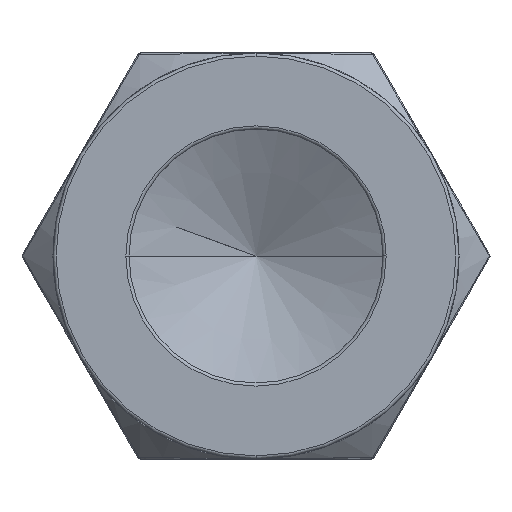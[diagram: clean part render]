
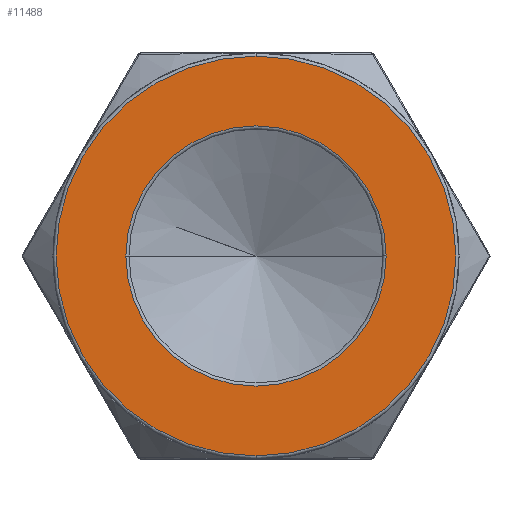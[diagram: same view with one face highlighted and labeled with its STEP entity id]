
A CAD part, left-side view. The second image highlights one B-rep face of the part: STEP entity #11488.
In plain terms, the highlighted face is planar.
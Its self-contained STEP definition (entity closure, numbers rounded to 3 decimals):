
#8931=CARTESIAN_POINT('',(0.,0.,0.));
#8932=DIRECTION('',(-1.,0.,0.));
#8933=DIRECTION('',(0.,1.,0.));
#8934=AXIS2_PLACEMENT_3D('',#8931,#8932,#8933);
#8936=CARTESIAN_POINT('',(0.,0.,0.));
#8937=DIRECTION('',(-1.,0.,0.));
#8938=DIRECTION('',(0.,-1.,0.));
#8939=AXIS2_PLACEMENT_3D('',#8936,#8937,#8938);
#8941=CARTESIAN_POINT('',(0.,0.,0.));
#8942=DIRECTION('',(1.,0.,0.));
#8943=DIRECTION('',(0.,0.,1.));
#8944=AXIS2_PLACEMENT_3D('',#8941,#8942,#8943);
#8946=CARTESIAN_POINT('',(0.,0.,0.));
#8947=DIRECTION('',(1.,0.,0.));
#8948=DIRECTION('',(0.,0.,-1.));
#8949=AXIS2_PLACEMENT_3D('',#8946,#8947,#8948);
#11292=CARTESIAN_POINT('',(0.,10.25,0.));
#11293=CARTESIAN_POINT('',(0.,-10.25,0.));
#11294=VERTEX_POINT('',#11292);
#11295=VERTEX_POINT('',#11293);
#11332=CARTESIAN_POINT('',(0.,0.,15.75));
#11333=CARTESIAN_POINT('',(0.,0.,-15.75));
#11334=VERTEX_POINT('',#11332);
#11335=VERTEX_POINT('',#11333);
#11471=CARTESIAN_POINT('',(0.,0.,0.));
#11472=DIRECTION('',(1.,0.,0.));
#11473=DIRECTION('',(0.,-1.,0.));
#11474=AXIS2_PLACEMENT_3D('',#11471,#11472,#11473);
#11475=PLANE('',#11474);
#11477=ORIENTED_EDGE('',*,*,#11476,.F.);
#11479=ORIENTED_EDGE('',*,*,#11478,.F.);
#11480=EDGE_LOOP('',(#11477,#11479));
#11481=FACE_OUTER_BOUND('',#11480,.F.);
#11483=ORIENTED_EDGE('',*,*,#11482,.F.);
#11485=ORIENTED_EDGE('',*,*,#11484,.F.);
#11486=EDGE_LOOP('',(#11483,#11485));
#11487=FACE_BOUND('',#11486,.F.);
#8935=CIRCLE('',#8934,10.25);
#8940=CIRCLE('',#8939,10.25);
#8945=CIRCLE('',#8944,15.75);
#8950=CIRCLE('',#8949,15.75);
#11476=EDGE_CURVE('',#11334,#11335,#8945,.T.);
#11478=EDGE_CURVE('',#11335,#11334,#8950,.T.);
#11482=EDGE_CURVE('',#11294,#11295,#8935,.T.);
#11484=EDGE_CURVE('',#11295,#11294,#8940,.T.);
#11488=ADVANCED_FACE('',(#11481,#11487),#11475,.T.);
